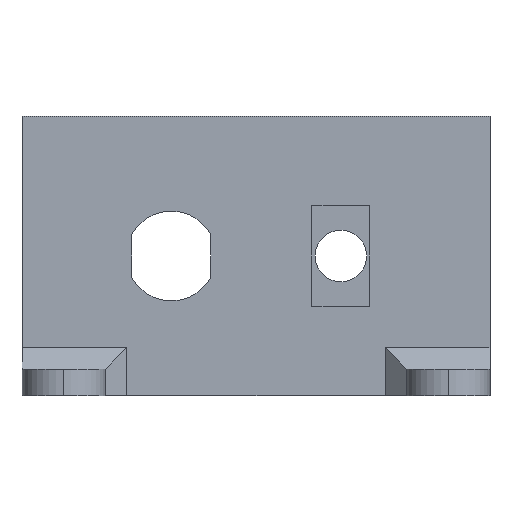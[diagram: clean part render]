
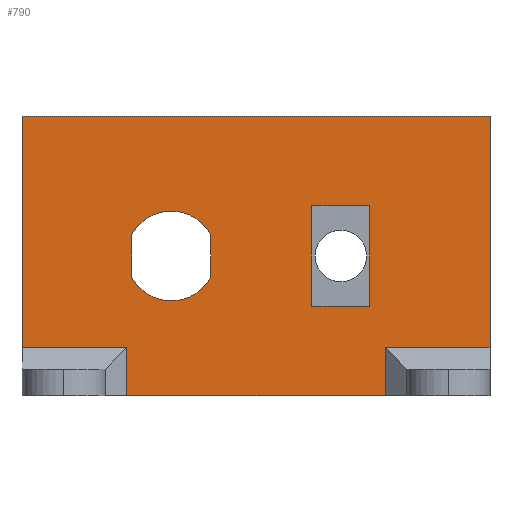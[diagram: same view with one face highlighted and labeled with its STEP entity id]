
A CAD part, front view. The second image highlights one B-rep face of the part: STEP entity #790.
In plain terms, the highlighted planar face has unit normal (0, -1, 0).
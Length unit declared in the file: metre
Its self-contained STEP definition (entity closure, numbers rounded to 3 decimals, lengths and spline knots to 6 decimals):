
#21=CIRCLE('',#848,0.00635);
#22=CIRCLE('',#849,0.00635);
#39=ORIENTED_EDGE('',*,*,#263,.T.);
#40=ORIENTED_EDGE('',*,*,#264,.T.);
#41=ORIENTED_EDGE('',*,*,#265,.T.);
#42=ORIENTED_EDGE('',*,*,#266,.T.);
#43=ORIENTED_EDGE('',*,*,#267,.T.);
#44=ORIENTED_EDGE('',*,*,#268,.F.);
#45=ORIENTED_EDGE('',*,*,#269,.F.);
#46=ORIENTED_EDGE('',*,*,#270,.T.);
#47=ORIENTED_EDGE('',*,*,#271,.F.);
#48=ORIENTED_EDGE('',*,*,#272,.T.);
#49=ORIENTED_EDGE('',*,*,#273,.T.);
#50=ORIENTED_EDGE('',*,*,#274,.T.);
#51=ORIENTED_EDGE('',*,*,#275,.F.);
#52=ORIENTED_EDGE('',*,*,#276,.T.);
#53=ORIENTED_EDGE('',*,*,#277,.T.);
#54=ORIENTED_EDGE('',*,*,#278,.F.);
#263=EDGE_CURVE('',#375,#376,#451,.T.);
#264=EDGE_CURVE('',#376,#377,#452,.T.);
#265=EDGE_CURVE('',#377,#378,#453,.T.);
#266=EDGE_CURVE('',#378,#379,#454,.T.);
#267=EDGE_CURVE('',#379,#380,#455,.T.);
#268=EDGE_CURVE('',#381,#380,#456,.T.);
#269=EDGE_CURVE('',#382,#381,#457,.T.);
#270=EDGE_CURVE('',#382,#375,#458,.T.);
#271=EDGE_CURVE('',#383,#384,#459,.T.);
#272=EDGE_CURVE('',#383,#385,#21,.T.);
#273=EDGE_CURVE('',#385,#386,#460,.T.);
#274=EDGE_CURVE('',#386,#384,#22,.T.);
#275=EDGE_CURVE('',#387,#388,#461,.T.);
#276=EDGE_CURVE('',#387,#389,#462,.T.);
#277=EDGE_CURVE('',#389,#390,#463,.T.);
#278=EDGE_CURVE('',#388,#390,#464,.T.);
#375=VERTEX_POINT('',#1132);
#376=VERTEX_POINT('',#1133);
#377=VERTEX_POINT('',#1135);
#378=VERTEX_POINT('',#1137);
#379=VERTEX_POINT('',#1139);
#380=VERTEX_POINT('',#1141);
#381=VERTEX_POINT('',#1143);
#382=VERTEX_POINT('',#1145);
#383=VERTEX_POINT('',#1148);
#384=VERTEX_POINT('',#1149);
#385=VERTEX_POINT('',#1151);
#386=VERTEX_POINT('',#1153);
#387=VERTEX_POINT('',#1156);
#388=VERTEX_POINT('',#1157);
#389=VERTEX_POINT('',#1159);
#390=VERTEX_POINT('',#1161);
#451=LINE('',#1131,#545);
#452=LINE('',#1134,#546);
#453=LINE('',#1136,#547);
#454=LINE('',#1138,#548);
#455=LINE('',#1140,#549);
#456=LINE('',#1142,#550);
#457=LINE('',#1144,#551);
#458=LINE('',#1146,#552);
#459=LINE('',#1147,#553);
#460=LINE('',#1152,#554);
#461=LINE('',#1155,#555);
#462=LINE('',#1158,#556);
#463=LINE('',#1160,#557);
#464=LINE('',#1162,#558);
#545=VECTOR('',#913,1.);
#546=VECTOR('',#914,1.);
#547=VECTOR('',#915,1.);
#548=VECTOR('',#916,1.);
#549=VECTOR('',#917,1.);
#550=VECTOR('',#918,1.);
#551=VECTOR('',#919,1.);
#552=VECTOR('',#920,1.);
#553=VECTOR('',#921,1.);
#554=VECTOR('',#924,1.);
#555=VECTOR('',#927,1.);
#556=VECTOR('',#928,1.);
#557=VECTOR('',#929,1.);
#558=VECTOR('',#930,1.);
#639=EDGE_LOOP('',(#39,#40,#41,#42,#43,#44,#45,#46));
#640=EDGE_LOOP('',(#47,#48,#49,#50));
#641=EDGE_LOOP('',(#51,#52,#53,#54));
#697=FACE_BOUND('',#639,.T.);
#698=FACE_BOUND('',#640,.T.);
#699=FACE_BOUND('',#641,.T.);
#755=PLANE('',#847);
#790=ADVANCED_FACE('',(#697,#698,#699),#755,.F.);
#847=AXIS2_PLACEMENT_3D('',#1130,#911,#912);
#848=AXIS2_PLACEMENT_3D('',#1150,#922,#923);
#849=AXIS2_PLACEMENT_3D('',#1154,#925,#926);
#911=DIRECTION('',(0.,1.,0.));
#912=DIRECTION('',(0.,0.,1.));
#913=DIRECTION('',(1.,0.,0.));
#914=DIRECTION('',(0.,0.,-1.));
#915=DIRECTION('',(1.,0.,0.));
#916=DIRECTION('',(0.,0.,1.));
#917=DIRECTION('',(1.,0.,0.));
#918=DIRECTION('',(0.,0.,-1.));
#919=DIRECTION('',(1.,0.,0.));
#920=DIRECTION('',(0.,0.,-1.));
#921=DIRECTION('',(0.,0.,-1.));
#922=DIRECTION('',(0.,1.,0.));
#923=DIRECTION('',(0.,0.,1.));
#924=DIRECTION('',(0.,0.,-1.));
#925=DIRECTION('',(0.,1.,0.));
#926=DIRECTION('',(0.,0.,1.));
#927=DIRECTION('',(0.,0.,-1.));
#928=DIRECTION('',(1.,0.,0.));
#929=DIRECTION('',(0.,0.,-1.));
#930=DIRECTION('',(1.,0.,0.));
#1130=CARTESIAN_POINT('',(0.,0.0935,-0.004398));
#1131=CARTESIAN_POINT('',(0.,0.0935,-0.0374));
#1132=CARTESIAN_POINT('',(-0.033115,0.0935,-0.0374));
#1133=CARTESIAN_POINT('',(-0.018315,0.0935,-0.0374));
#1134=CARTESIAN_POINT('',(-0.018315,0.0935,-0.004398));
#1135=CARTESIAN_POINT('',(-0.018315,0.0935,-0.0442));
#1136=CARTESIAN_POINT('',(0.,0.0935,-0.0442));
#1137=CARTESIAN_POINT('',(0.018315,0.0935,-0.0442));
#1138=CARTESIAN_POINT('',(0.018315,0.0935,-0.0404));
#1139=CARTESIAN_POINT('',(0.018315,0.0935,-0.0374));
#1140=CARTESIAN_POINT('',(0.,0.0935,-0.0374));
#1141=CARTESIAN_POINT('',(0.033115,0.0935,-0.0374));
#1142=CARTESIAN_POINT('',(0.033115,0.0935,-0.004398));
#1143=CARTESIAN_POINT('',(0.033115,0.0935,-0.0046));
#1144=CARTESIAN_POINT('',(0.,0.0935,-0.0046));
#1145=CARTESIAN_POINT('',(-0.033115,0.0935,-0.0046));
#1146=CARTESIAN_POINT('',(-0.033115,0.0935,-0.004398));
#1147=CARTESIAN_POINT('',(-0.0176,0.0935,-0.004398));
#1148=CARTESIAN_POINT('',(-0.0176,0.0935,-0.021406));
#1149=CARTESIAN_POINT('',(-0.0176,0.0935,-0.027394));
#1150=CARTESIAN_POINT('',(-0.012,0.0935,-0.0244));
#1151=CARTESIAN_POINT('',(-0.0064,0.0935,-0.021406));
#1152=CARTESIAN_POINT('',(-0.0064,0.0935,-0.004398));
#1153=CARTESIAN_POINT('',(-0.0064,0.0935,-0.027394));
#1154=CARTESIAN_POINT('',(-0.012,0.0935,-0.0244));
#1155=CARTESIAN_POINT('',(0.0079,0.0935,-0.004398));
#1156=CARTESIAN_POINT('',(0.0079,0.0935,-0.0173));
#1157=CARTESIAN_POINT('',(0.0079,0.0935,-0.0315));
#1158=CARTESIAN_POINT('',(0.,0.0935,-0.0173));
#1159=CARTESIAN_POINT('',(0.0161,0.0935,-0.0173));
#1160=CARTESIAN_POINT('',(0.0161,0.0935,-0.004398));
#1161=CARTESIAN_POINT('',(0.0161,0.0935,-0.0315));
#1162=CARTESIAN_POINT('',(0.,0.0935,-0.0315));
